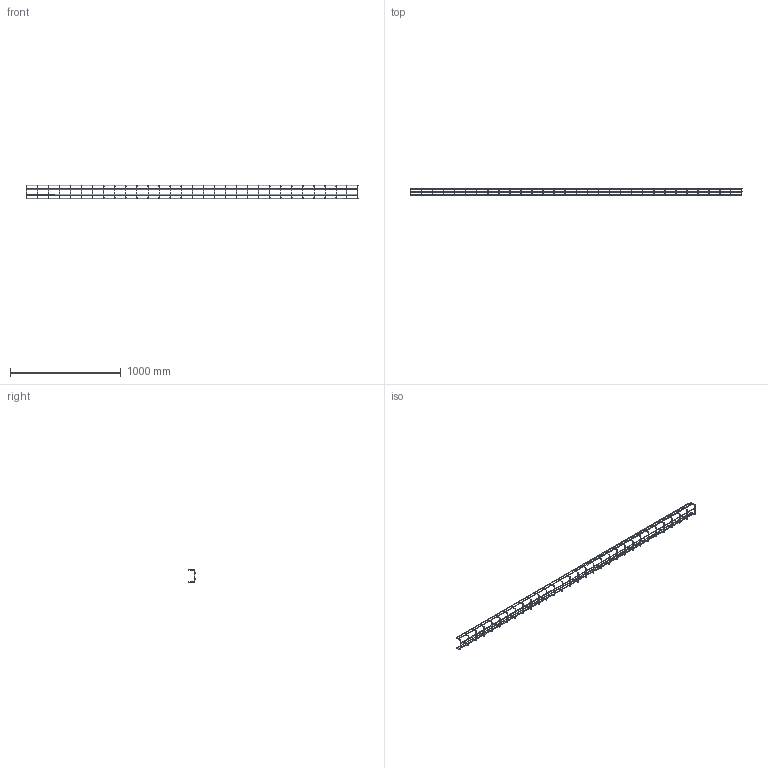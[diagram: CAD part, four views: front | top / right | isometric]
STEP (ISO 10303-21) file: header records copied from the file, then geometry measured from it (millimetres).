
FILE_DESCRIPTION (( 'STEP AP214' ), '1' );
FILE_NAME ('LCM5100-BLK_3D.step', '2024-04-19T22:04:57', ( '' ), ( '' ), 'SwSTEP 2.0', 'SolidWorks 2022', '' );
FILE_SCHEMA (( 'AUTOMOTIVE_DESIGN' ));
Length unit declared in the file: millimetre
Products named in the file (1): LCM5100-BLK_3D
Bounding box: 3000 x 59.99 x 120 mm (x, y, z)
Volume: 477064.5 mm3; surface area: 383192 mm2
Topology: 37 solids, 37 shells, 396 faces, 718 edges, 396 vertices
Faces by surface type: cylinder 198, torus 124, plane 74
Entity records: 9868 total; most frequent: CARTESIAN_POINT 1955, DIRECTION 1736, ORIENTED_EDGE 1436, AXIS2_PLACEMENT_3D 769, EDGE_CURVE 718, ADVANCED_FACE 396, FACE_OUTER_BOUND 396, EDGE_LOOP 396
